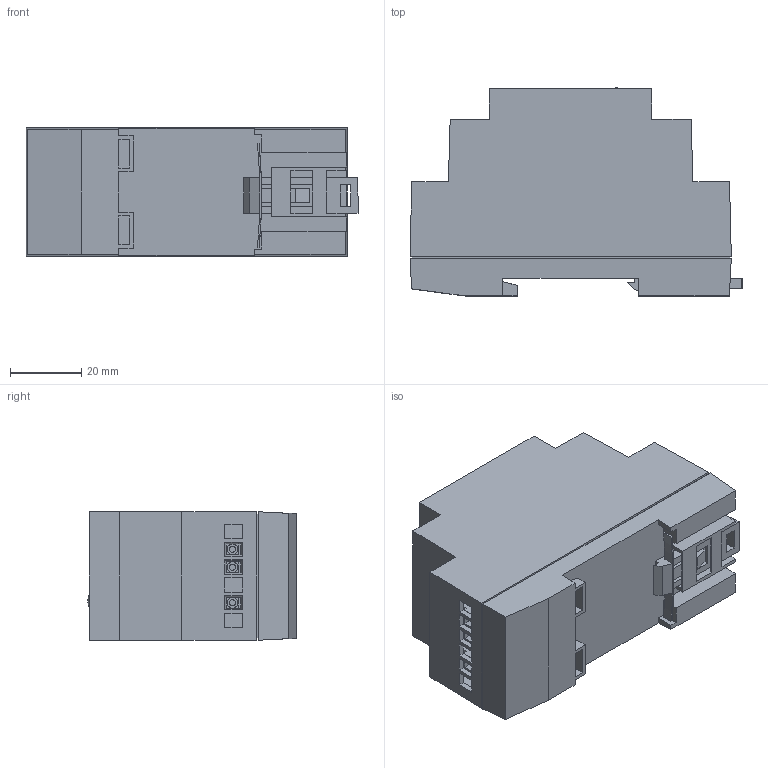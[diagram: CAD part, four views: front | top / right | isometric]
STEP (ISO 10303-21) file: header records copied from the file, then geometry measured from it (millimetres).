
FILE_DESCRIPTION (( 'STEP AP214' ), '1' );
FILE_NAME ('3D ìîäåëü ÁÑÔ-Ä2.STEP', '2017-01-19T11:21:07', ( 'adm' ), ( 'MICROSOFT' ), 'SwSTEP 2.0', 'SolidWorks 2011', '' );
FILE_SCHEMA (( 'AUTOMOTIVE_DESIGN' ));
Length unit declared in the file: millimetre
Products named in the file (6): Êëåììà_14õ9,8õ5ìì; 椯鴀殣罻; ﾈ淸韭瑣ⅱ; Çàùåëêà(Ä); Êîðïóñ Ä2; 3D ìîäåëü ÁÑÔ-Ä2
Assembly tree (9 placements, depth 2):
  3D ìîäåëü ÁÑÔ-Ä2
    Êîðïóñ Ä2
    Çàùåëêà(Ä)
    ﾈ淸韭瑣ⅱ
    椯鴀殣罻
    Êëåììà_14õ9,8õ5ìì  x5
Bounding box: 93 x 58.3 x 36 mm (x, y, z)
Volume: 112618.4 mm3; surface area: 35301.3 mm2
Topology: 29 solids, 29 shells, 979 faces, 2521 edges, 1676 vertices
Faces by surface type: plane 721, bspline 141, cylinder 113, sphere 4
Entity records: 31691 total; most frequent: CARTESIAN_POINT 6612, ORIENTED_EDGE 4098, DIRECTION 3151, EDGE_CURVE 2049, LINE 1659, VECTOR 1659, VERTEX_POINT 1364, EDGE_LOOP 897
